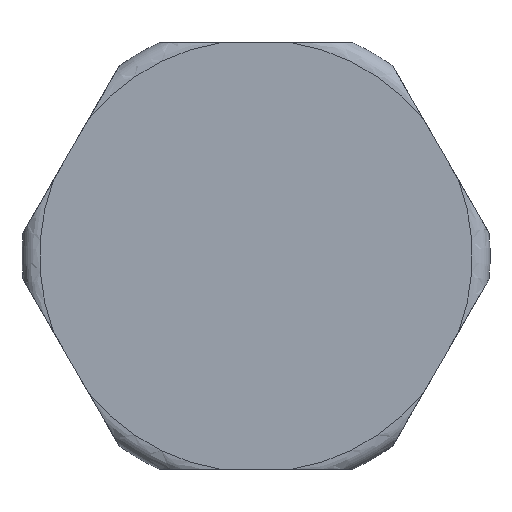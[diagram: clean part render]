
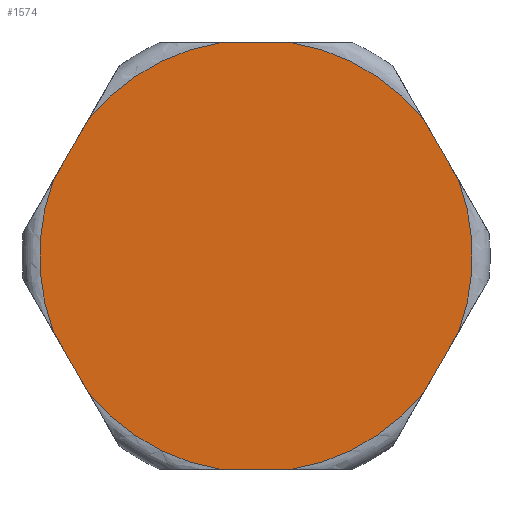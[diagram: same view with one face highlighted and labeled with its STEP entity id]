
A CAD part, left-side view. The second image highlights one B-rep face of the part: STEP entity #1574.
In plain terms, the highlighted planar face has unit normal (-1, 0, 0).
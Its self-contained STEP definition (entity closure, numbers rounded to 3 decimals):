
#110=PLANE('',#1732);
#173=FACE_OUTER_BOUND('',#262,.T.);
#262=EDGE_LOOP('',(#1209,#1210,#1211,#1212,#1213,#1214,#1215,#1216,#1217,
#1218,#1219,#1220));
#305=LINE('',#2301,#399);
#313=LINE('',#2397,#407);
#321=LINE('',#2493,#415);
#329=LINE('',#2589,#423);
#337=LINE('',#2685,#431);
#345=LINE('',#2781,#439);
#399=VECTOR('',#1836,10.);
#407=VECTOR('',#1848,10.);
#415=VECTOR('',#1860,10.);
#423=VECTOR('',#1872,10.);
#431=VECTOR('',#1884,10.);
#439=VECTOR('',#1896,10.);
#530=CIRCLE('',#1714,18.25);
#531=CIRCLE('',#1716,18.25);
#532=CIRCLE('',#1718,18.25);
#533=CIRCLE('',#1720,18.25);
#534=CIRCLE('',#1722,18.25);
#539=CIRCLE('',#1733,18.25);
#587=VERTEX_POINT('',#2287);
#588=VERTEX_POINT('',#2300);
#601=VERTEX_POINT('',#2383);
#602=VERTEX_POINT('',#2396);
#615=VERTEX_POINT('',#2479);
#616=VERTEX_POINT('',#2492);
#629=VERTEX_POINT('',#2575);
#630=VERTEX_POINT('',#2588);
#643=VERTEX_POINT('',#2671);
#644=VERTEX_POINT('',#2684);
#657=VERTEX_POINT('',#2767);
#658=VERTEX_POINT('',#2780);
#740=EDGE_CURVE('',#588,#587,#305,.T.);
#754=EDGE_CURVE('',#602,#601,#313,.T.);
#768=EDGE_CURVE('',#616,#615,#321,.T.);
#782=EDGE_CURVE('',#630,#629,#329,.T.);
#796=EDGE_CURVE('',#644,#643,#337,.T.);
#810=EDGE_CURVE('',#658,#657,#345,.T.);
#853=EDGE_CURVE('',#588,#657,#530,.T.);
#854=EDGE_CURVE('',#602,#643,#531,.T.);
#855=EDGE_CURVE('',#616,#629,#532,.T.);
#856=EDGE_CURVE('',#658,#615,#533,.T.);
#857=EDGE_CURVE('',#630,#601,#534,.T.);
#863=EDGE_CURVE('',#644,#587,#539,.T.);
#1209=ORIENTED_EDGE('',*,*,#740,.T.);
#1210=ORIENTED_EDGE('',*,*,#863,.F.);
#1211=ORIENTED_EDGE('',*,*,#796,.T.);
#1212=ORIENTED_EDGE('',*,*,#854,.F.);
#1213=ORIENTED_EDGE('',*,*,#754,.T.);
#1214=ORIENTED_EDGE('',*,*,#857,.F.);
#1215=ORIENTED_EDGE('',*,*,#782,.T.);
#1216=ORIENTED_EDGE('',*,*,#855,.F.);
#1217=ORIENTED_EDGE('',*,*,#768,.T.);
#1218=ORIENTED_EDGE('',*,*,#856,.F.);
#1219=ORIENTED_EDGE('',*,*,#810,.T.);
#1220=ORIENTED_EDGE('',*,*,#853,.F.);
#1574=ADVANCED_FACE('',(#173),#110,.T.);
#1714=AXIS2_PLACEMENT_3D('',#2901,#2015,#2016);
#1716=AXIS2_PLACEMENT_3D('',#2903,#2019,#2020);
#1718=AXIS2_PLACEMENT_3D('',#2905,#2023,#2024);
#1720=AXIS2_PLACEMENT_3D('',#2907,#2027,#2028);
#1722=AXIS2_PLACEMENT_3D('',#2909,#2031,#2032);
#1732=AXIS2_PLACEMENT_3D('',#2922,#2052,#2053);
#1733=AXIS2_PLACEMENT_3D('',#2923,#2054,#2055);
#1836=DIRECTION('',(0.,-0.5,-0.866));
#1848=DIRECTION('',(0.,-0.5,0.866));
#1860=DIRECTION('',(0.,1.,0.));
#1872=DIRECTION('',(0.,0.5,0.866));
#1884=DIRECTION('',(0.,-1.,0.));
#1896=DIRECTION('',(0.,0.5,-0.866));
#2015=DIRECTION('center_axis',(1.,0.,0.));
#2016=DIRECTION('ref_axis',(0.,0.866,-0.5));
#2019=DIRECTION('center_axis',(1.,0.,0.));
#2020=DIRECTION('ref_axis',(0.,0.866,-0.5));
#2023=DIRECTION('center_axis',(1.,0.,0.));
#2024=DIRECTION('ref_axis',(0.,0.866,-0.5));
#2027=DIRECTION('center_axis',(1.,0.,0.));
#2028=DIRECTION('ref_axis',(0.,0.866,-0.5));
#2031=DIRECTION('center_axis',(1.,0.,0.));
#2032=DIRECTION('ref_axis',(0.,0.866,-0.5));
#2052=DIRECTION('center_axis',(-1.,0.,0.));
#2053=DIRECTION('ref_axis',(0.,-0.866,0.5));
#2054=DIRECTION('center_axis',(1.,0.,0.));
#2055=DIRECTION('ref_axis',(0.,0.866,-0.5));
#2287=CARTESIAN_POINT('',(-16.,14.083,-11.607));
#2300=CARTESIAN_POINT('',(-16.,17.094,-6.393));
#2301=CARTESIAN_POINT('',(-16.,22.183,2.422));
#2383=CARTESIAN_POINT('',(-16.,-17.094,-6.393));
#2396=CARTESIAN_POINT('',(-16.,-14.083,-11.607));
#2397=CARTESIAN_POINT('',(-16.,-15.838,-8.568));
#2479=CARTESIAN_POINT('',(-16.,3.01,18.));
#2492=CARTESIAN_POINT('',(-16.,-3.01,18.));
#2493=CARTESIAN_POINT('',(-16.,0.499,18.));
#2575=CARTESIAN_POINT('',(-16.,-14.083,11.607));
#2588=CARTESIAN_POINT('',(-16.,-17.094,6.393));
#2589=CARTESIAN_POINT('',(-16.,-13.058,13.383));
#2671=CARTESIAN_POINT('',(-16.,-3.01,-18.));
#2684=CARTESIAN_POINT('',(-16.,3.01,-18.));
#2685=CARTESIAN_POINT('',(-16.,8.626,-18.));
#2767=CARTESIAN_POINT('',(-16.,17.094,6.393));
#2780=CARTESIAN_POINT('',(-16.,14.083,11.607));
#2781=CARTESIAN_POINT('',(-16.,11.275,16.471));
#2901=CARTESIAN_POINT('Origin',(-16.,0.,0.));
#2903=CARTESIAN_POINT('Origin',(-16.,0.,0.));
#2905=CARTESIAN_POINT('Origin',(-16.,0.,0.));
#2907=CARTESIAN_POINT('Origin',(-16.,0.,0.));
#2909=CARTESIAN_POINT('Origin',(-16.,0.,0.));
#2922=CARTESIAN_POINT('Origin',(-16.,9.125,15.805));
#2923=CARTESIAN_POINT('Origin',(-16.,0.,0.));
